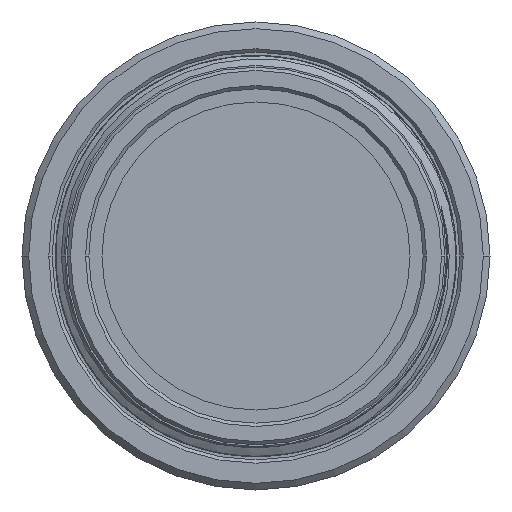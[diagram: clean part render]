
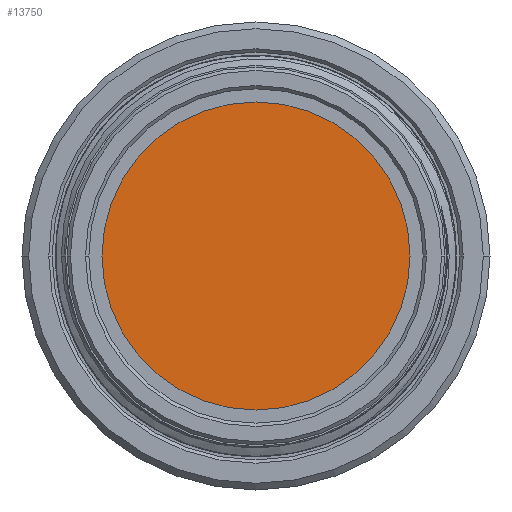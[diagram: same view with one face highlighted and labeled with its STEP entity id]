
A CAD part, front view. The second image highlights one B-rep face of the part: STEP entity #13750.
In plain terms, the highlighted planar face has unit normal (0, -1, 0).
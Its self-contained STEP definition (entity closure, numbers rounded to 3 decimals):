
#13690 = VERTEX_POINT('',#13691);
#13691 = CARTESIAN_POINT('',(4.608,-4.414,0.));
#13697 = EDGE_CURVE('',#13698,#13690,#13700,.T.);
#13698 = VERTEX_POINT('',#13699);
#13699 = CARTESIAN_POINT('',(-4.608,-4.414,0.));
#13700 = CIRCLE('',#13701,4.608);
#13701 = AXIS2_PLACEMENT_3D('',#13702,#13703,#13704);
#13702 = CARTESIAN_POINT('',(0.,-4.414,0.));
#13703 = DIRECTION('',(0.,-1.,0.));
#13704 = DIRECTION('',(-1.,0.,0.));
#13720 = EDGE_CURVE('',#13698,#13690,#13721,.T.);
#13721 = CIRCLE('',#13722,4.608);
#13722 = AXIS2_PLACEMENT_3D('',#13723,#13724,#13725);
#13723 = CARTESIAN_POINT('',(0.,-4.414,0.));
#13724 = DIRECTION('',(0.,1.,0.));
#13725 = DIRECTION('',(-1.,0.,0.));
#13750 = ADVANCED_FACE('',(#13751),#13755,.T.);
#13751 = FACE_BOUND('',#13752,.F.);
#13752 = EDGE_LOOP('',(#13753,#13754));
#13753 = ORIENTED_EDGE('',*,*,#13720,.T.);
#13754 = ORIENTED_EDGE('',*,*,#13697,.F.);
#13755 = PLANE('',#13756);
#13756 = AXIS2_PLACEMENT_3D('',#13757,#13758,#13759);
#13757 = CARTESIAN_POINT('',(0.,-4.414,0.));
#13758 = DIRECTION('',(0.,-1.,0.));
#13759 = DIRECTION('',(-1.,0.,0.));
